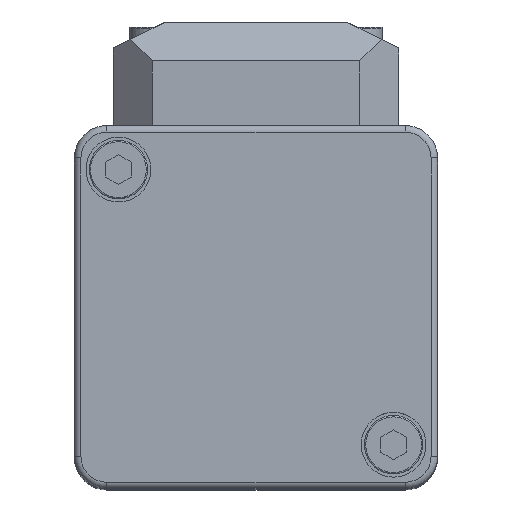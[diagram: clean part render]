
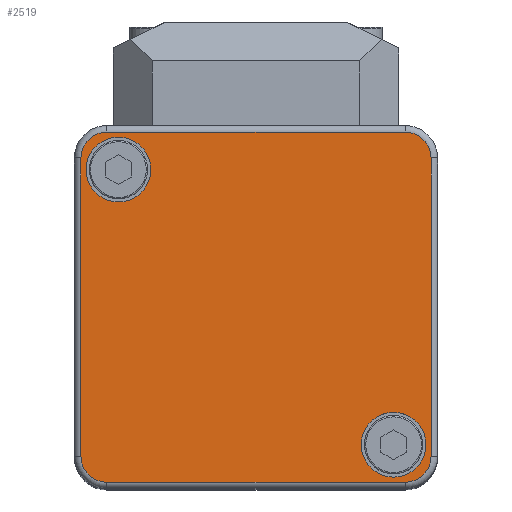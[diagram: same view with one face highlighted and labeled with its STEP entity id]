
A CAD part, top view. The second image highlights one B-rep face of the part: STEP entity #2519.
In plain terms, the highlighted planar face has unit normal (0, 0, 1).
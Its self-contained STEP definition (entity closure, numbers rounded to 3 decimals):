
#113 = ORIENTED_EDGE ( 'NONE', *, *, #3607, .T. ) ;
#120 = DIRECTION ( 'NONE',  ( -1., 0., 0. ) ) ;
#255 = EDGE_CURVE ( 'NONE', #6615, #1510, #2997, .T. ) ;
#314 = CARTESIAN_POINT ( 'NONE',  ( 0., 0., 48.5 ) ) ;
#383 = FACE_BOUND ( 'NONE', #2028, .T. ) ;
#391 = CARTESIAN_POINT ( 'NONE',  ( -8.107, 10.607, 48.5 ) ) ;
#577 = VECTOR ( 'NONE', #120, 1000. ) ;
#859 = VECTOR ( 'NONE', #5586, 1000. ) ;
#877 = DIRECTION ( 'NONE',  ( 0., 0., 1. ) ) ;
#889 = CIRCLE ( 'NONE', #4191, 2. ) ;
#918 = DIRECTION ( 'NONE',  ( 0., -1., 0. ) ) ;
#938 = PLANE ( 'NONE',  #3760 ) ;
#1022 = VERTEX_POINT ( 'NONE', #3905 ) ;
#1054 = DIRECTION ( 'NONE',  ( 0., 0., 1. ) ) ;
#1222 = AXIS2_PLACEMENT_3D ( 'NONE', #4554, #2832, #5080 ) ;
#1280 = AXIS2_PLACEMENT_3D ( 'NONE', #4268, #877, #4236 ) ;
#1510 = VERTEX_POINT ( 'NONE', #2618 ) ;
#1563 = DIRECTION ( 'NONE',  ( 1., 0., 0. ) ) ;
#1601 = VERTEX_POINT ( 'NONE', #5569 ) ;
#1698 = DIRECTION ( 'NONE',  ( 0., 0., 1. ) ) ;
#1741 = CARTESIAN_POINT ( 'NONE',  ( 11.5, -13.5, 48.5 ) ) ;
#1933 = VERTEX_POINT ( 'NONE', #5378 ) ;
#2011 = FACE_BOUND ( 'NONE', #3932, .T. ) ;
#2028 = EDGE_LOOP ( 'NONE', ( #4838 ) ) ;
#2078 = EDGE_CURVE ( 'NONE', #6062, #1601, #3388, .T. ) ;
#2395 = DIRECTION ( 'NONE',  ( 0., 1., 0. ) ) ;
#2411 = CARTESIAN_POINT ( 'NONE',  ( 13.5, -11.5, 48.5 ) ) ;
#2519 = ADVANCED_FACE ( 'NONE', ( #5306, #383, #2011 ), #938, .T. ) ;
#2618 = CARTESIAN_POINT ( 'NONE',  ( -13.5, 11.5, 48.5 ) ) ;
#2775 = EDGE_CURVE ( 'NONE', #5582, #6393, #4071, .T. ) ;
#2832 = DIRECTION ( 'NONE',  ( 0., 0., 1. ) ) ;
#2843 = ORIENTED_EDGE ( 'NONE', *, *, #3225, .T. ) ;
#2847 = EDGE_CURVE ( 'NONE', #5454, #5454, #6287, .T. ) ;
#2869 = CARTESIAN_POINT ( 'NONE',  ( 11.5, 11.5, 48.5 ) ) ;
#2997 = CIRCLE ( 'NONE', #1222, 2. ) ;
#3148 = DIRECTION ( 'NONE',  ( 0., 0., 1. ) ) ;
#3151 = ORIENTED_EDGE ( 'NONE', *, *, #4688, .T. ) ;
#3171 = CIRCLE ( 'NONE', #1280, 2. ) ;
#3225 = EDGE_CURVE ( 'NONE', #5332, #6062, #3541, .T. ) ;
#3260 = ORIENTED_EDGE ( 'NONE', *, *, #7306, .T. ) ;
#3307 = ORIENTED_EDGE ( 'NONE', *, *, #5503, .F. ) ;
#3388 = CIRCLE ( 'NONE', #7263, 2. ) ;
#3404 = DIRECTION ( 'NONE',  ( 1., 0., 0. ) ) ;
#3450 = DIRECTION ( 'NONE',  ( 1., 0., 0. ) ) ;
#3541 = LINE ( 'NONE', #5126, #5286 ) ;
#3607 = EDGE_CURVE ( 'NONE', #1601, #6615, #5780, .T. ) ;
#3680 = DIRECTION ( 'NONE',  ( 1., 0., 0. ) ) ;
#3733 = LINE ( 'NONE', #5973, #6454 ) ;
#3760 = AXIS2_PLACEMENT_3D ( 'NONE', #314, #7099, #3680 ) ;
#3905 = CARTESIAN_POINT ( 'NONE',  ( 13.107, -10.607, 48.5 ) ) ;
#3932 = EDGE_LOOP ( 'NONE', ( #3307 ) ) ;
#4071 = LINE ( 'NONE', #1741, #859 ) ;
#4191 = AXIS2_PLACEMENT_3D ( 'NONE', #6752, #1698, #3404 ) ;
#4236 = DIRECTION ( 'NONE',  ( 1., 0., 0. ) ) ;
#4268 = CARTESIAN_POINT ( 'NONE',  ( -11.5, -11.5, 48.5 ) ) ;
#4423 = AXIS2_PLACEMENT_3D ( 'NONE', #7198, #3148, #5395 ) ;
#4426 = ORIENTED_EDGE ( 'NONE', *, *, #5732, .T. ) ;
#4507 = DIRECTION ( 'NONE',  ( 0., 0., 1. ) ) ;
#4554 = CARTESIAN_POINT ( 'NONE',  ( -11.5, 11.5, 48.5 ) ) ;
#4688 = EDGE_CURVE ( 'NONE', #1933, #5582, #3171, .T. ) ;
#4838 = ORIENTED_EDGE ( 'NONE', *, *, #2847, .F. ) ;
#4862 = AXIS2_PLACEMENT_3D ( 'NONE', #5143, #4507, #3450 ) ;
#5009 = CARTESIAN_POINT ( 'NONE',  ( -11.5, 13.5, 48.5 ) ) ;
#5043 = ORIENTED_EDGE ( 'NONE', *, *, #255, .T. ) ;
#5080 = DIRECTION ( 'NONE',  ( 1., 0., 0. ) ) ;
#5126 = CARTESIAN_POINT ( 'NONE',  ( 13.5, 11.5, 48.5 ) ) ;
#5143 = CARTESIAN_POINT ( 'NONE',  ( -10.607, 10.607, 48.5 ) ) ;
#5286 = VECTOR ( 'NONE', #2395, 1000. ) ;
#5306 = FACE_OUTER_BOUND ( 'NONE', #6166, .T. ) ;
#5332 = VERTEX_POINT ( 'NONE', #2411 ) ;
#5378 = CARTESIAN_POINT ( 'NONE',  ( -13.5, -11.5, 48.5 ) ) ;
#5395 = DIRECTION ( 'NONE',  ( 1., 0., 0. ) ) ;
#5454 = VERTEX_POINT ( 'NONE', #391 ) ;
#5503 = EDGE_CURVE ( 'NONE', #1022, #1022, #7011, .T. ) ;
#5569 = CARTESIAN_POINT ( 'NONE',  ( 11.5, 13.5, 48.5 ) ) ;
#5582 = VERTEX_POINT ( 'NONE', #6530 ) ;
#5586 = DIRECTION ( 'NONE',  ( 1., 0., 0. ) ) ;
#5732 = EDGE_CURVE ( 'NONE', #6393, #5332, #889, .T. ) ;
#5780 = LINE ( 'NONE', #6846, #577 ) ;
#5877 = ORIENTED_EDGE ( 'NONE', *, *, #2078, .T. ) ;
#5924 = CARTESIAN_POINT ( 'NONE',  ( 11.5, -13.5, 48.5 ) ) ;
#5973 = CARTESIAN_POINT ( 'NONE',  ( -13.5, -11.5, 48.5 ) ) ;
#6043 = ORIENTED_EDGE ( 'NONE', *, *, #2775, .T. ) ;
#6062 = VERTEX_POINT ( 'NONE', #6233 ) ;
#6166 = EDGE_LOOP ( 'NONE', ( #2843, #5877, #113, #5043, #3260, #3151, #6043, #4426 ) ) ;
#6233 = CARTESIAN_POINT ( 'NONE',  ( 13.5, 11.5, 48.5 ) ) ;
#6287 = CIRCLE ( 'NONE', #4862, 2.5 ) ;
#6393 = VERTEX_POINT ( 'NONE', #5924 ) ;
#6454 = VECTOR ( 'NONE', #918, 1000. ) ;
#6530 = CARTESIAN_POINT ( 'NONE',  ( -11.5, -13.5, 48.5 ) ) ;
#6615 = VERTEX_POINT ( 'NONE', #5009 ) ;
#6752 = CARTESIAN_POINT ( 'NONE',  ( 11.5, -11.5, 48.5 ) ) ;
#6846 = CARTESIAN_POINT ( 'NONE',  ( -11.5, 13.5, 48.5 ) ) ;
#7011 = CIRCLE ( 'NONE', #4423, 2.5 ) ;
#7099 = DIRECTION ( 'NONE',  ( 0., 0., 1. ) ) ;
#7198 = CARTESIAN_POINT ( 'NONE',  ( 10.607, -10.607, 48.5 ) ) ;
#7263 = AXIS2_PLACEMENT_3D ( 'NONE', #2869, #1054, #1563 ) ;
#7306 = EDGE_CURVE ( 'NONE', #1510, #1933, #3733, .T. ) ;
